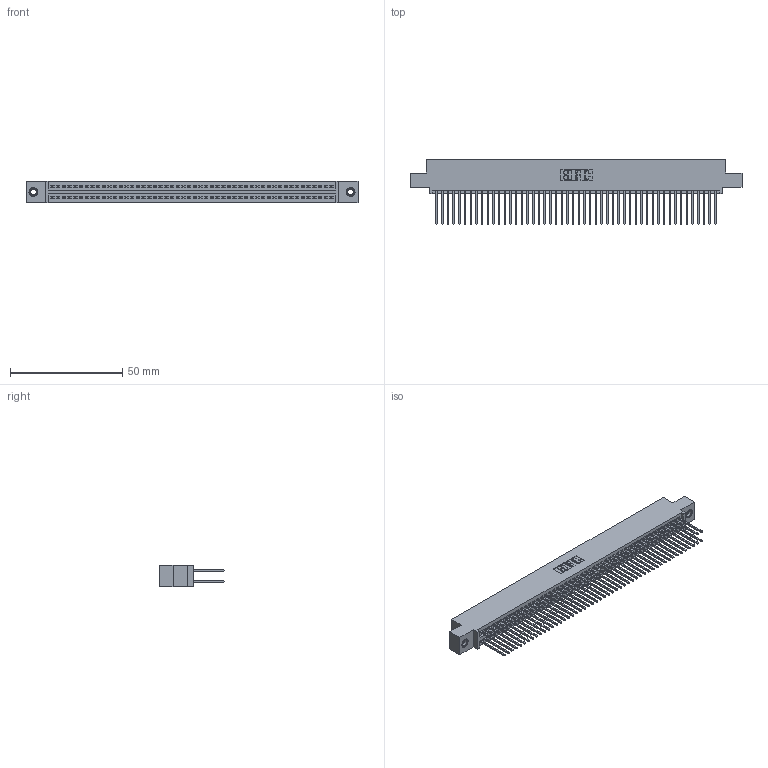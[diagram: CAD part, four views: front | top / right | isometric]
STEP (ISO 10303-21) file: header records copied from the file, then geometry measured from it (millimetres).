
FILE_DESCRIPTION (( 'STEP AP203' ), '1' );
FILE_NAME ('395-100-540-507.STEP', '2018-11-30T01:16:33', ( '' ), ( '' ), 'SwSTEP 2.0', 'SolidWorks 2016', '' );
FILE_SCHEMA (( 'CONFIG_CONTROL_DESIGN' ));
Length unit declared in the file: inch
Products named in the file (4): 345-250-001_345-250-005-103; 345 Part_0.110 Offset - 0.156 Dia-TI; 395-100-540-507; 345-292-001_345-293-140
Assembly tree (103 placements, depth 2):
  395-100-540-507
    345 Part_0.110 Offset - 0.156 Dia-TI
    345-292-001_345-293-140  x100
    345-250-001_345-250-005-103  x2
Bounding box: 148.21 x 29.13 x 9.4 mm (x, y, z)
Volume: 14763.7 mm3; surface area: 23857.6 mm2
Topology: 103 solids, 103 shells, 5190 faces, 15389 edges, 10118 vertices
Faces by surface type: plane 3416, cylinder 1758, cone 12, torus 4
Entity records: 39490 total; most frequent: CARTESIAN_POINT 6595, ORIENTED_EDGE 6522, DIRECTION 5831, EDGE_CURVE 3261, VECTOR 2909, LINE 2909, VERTEX_POINT 2168, AXIS2_PLACEMENT_3D 1461
